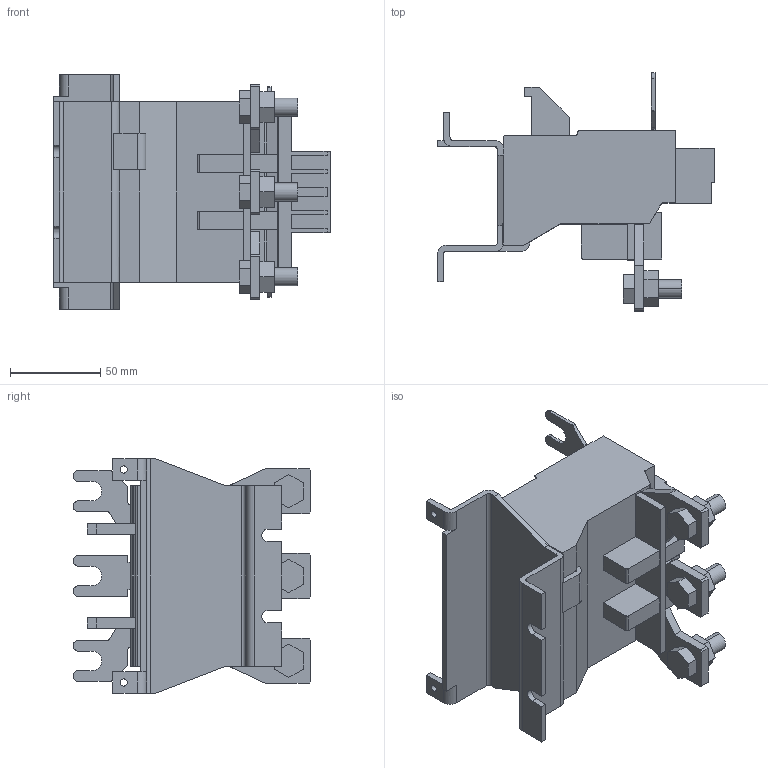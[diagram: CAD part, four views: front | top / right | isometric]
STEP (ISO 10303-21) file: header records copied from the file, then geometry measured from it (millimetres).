
FILE_DESCRIPTION (( 'STEP AP214' ), '1' );
FILE_NAME ('3NK4QN.step', '2019-03-13T17:45:17', ( '' ), ( '' ), 'SwSTEP 2.0', 'SolidWorks 2018', '' );
FILE_SCHEMA (( 'AUTOMOTIVE_DESIGN' ));
Length unit declared in the file: inch
Products named in the file (1): 3NK4QN
Bounding box: 153.2 x 131.7 x 130 mm (x, y, z)
Volume: 634670.3 mm3; surface area: 110474.7 mm2
Topology: 8 solids, 8 shells, 313 faces, 844 edges, 560 vertices
Faces by surface type: plane 241, cylinder 72
Entity records: 13968 total; most frequent: CARTESIAN_POINT 1718, ORIENTED_EDGE 1688, DIRECTION 1620, EDGE_CURVE 844, LINE 696, VECTOR 696, VERTEX_POINT 560, AXIS2_PLACEMENT_3D 462
